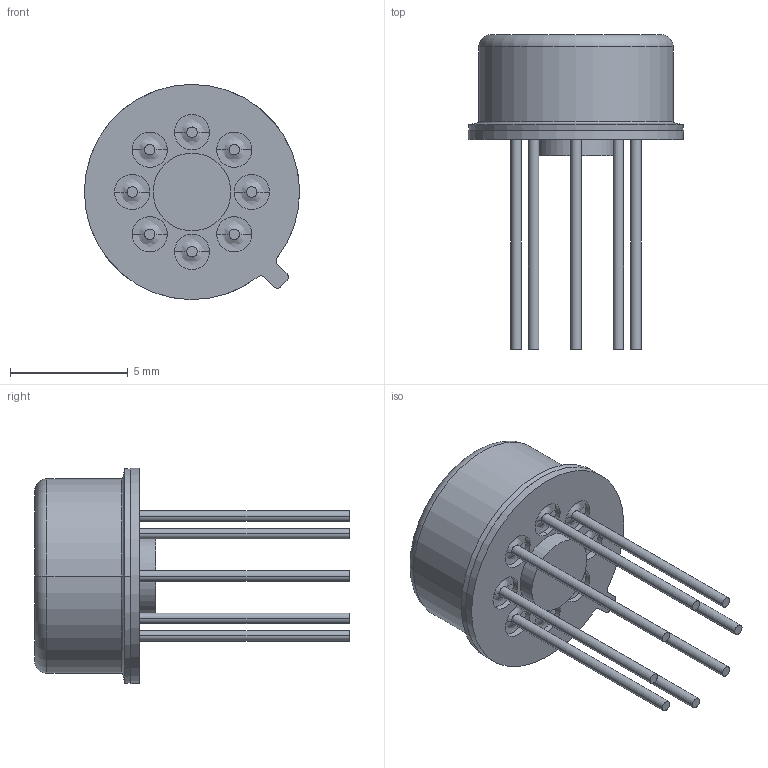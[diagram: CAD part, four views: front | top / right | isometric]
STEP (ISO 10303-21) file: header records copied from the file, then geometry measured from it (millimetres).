
FILE_DESCRIPTION((''),'2;1');
FILE_NAME('MKT_H08C_ASM','2012-02-28T',('CKXSSC'),(''),'PRO/ENGINEER BY PARAMETRIC TECHNOLOGY CORPORATION, 2011220','PRO/ENGINEER BY PARAMETRIC TECHNOLOGY CORPORATION, 2011220','');
FILE_SCHEMA(('AUTOMOTIVE_DESIGN_CC2 { 1 2 10303 214 -1 1 5 2 }'));
Length unit declared in the file: inch
Products named in the file (20): MTCAN_H08C_AF0; GLASS_H08C_AF0; GLASS_H08C_AF1; GLASS_H08C_AF2; GLASS_H08C_AF3; GLASS_H08C_AF4; GLASS_H08C_AF5; GLASS_H08C_AF6; GLASS_H08C_AF7; PIN_H08C_AF0; PIN_H08C_AF1; PIN_H08C_AF2; PIN_H08C_AF3; PIN_H08C_AF4; PIN_H08C_AF5; PIN_H08C_AF6; PIN_H08C_AF7; CANCOVER_H08C_AF0; CER_STANDOFF_H08C; MKT_H08C_ASM
Assembly tree (19 placements, depth 2):
  MKT_H08C_ASM
    MTCAN_H08C_AF0
    GLASS_H08C_AF0
    GLASS_H08C_AF1
    GLASS_H08C_AF2
    GLASS_H08C_AF3
    GLASS_H08C_AF4
    GLASS_H08C_AF5
    GLASS_H08C_AF6
    GLASS_H08C_AF7
    PIN_H08C_AF0
    PIN_H08C_AF1
    PIN_H08C_AF2
    PIN_H08C_AF3
    PIN_H08C_AF4
    PIN_H08C_AF5
    PIN_H08C_AF6
    PIN_H08C_AF7
    CANCOVER_H08C_AF0
    CER_STANDOFF_H08C
Bounding box: 9.14 x 13.37 x 9.14 mm (x, y, z)
Volume: 81.8 mm3; surface area: 615.6 mm2
Topology: 19 solids, 19 shells, 135 faces, 256 edges, 160 vertices
Faces by surface type: cylinder 61, plane 42, bspline 16, torus 10, cone 6
Entity records: 5240 total; most frequent: CARTESIAN_POINT 1022, DIRECTION 752, ORIENTED_EDGE 512, AXIS2_PLACEMENT_3D 338, PRESENTATION_STYLE_ASSIGNMENT 275, STYLED_ITEM 275, CURVE_STYLE 256, EDGE_CURVE 256
